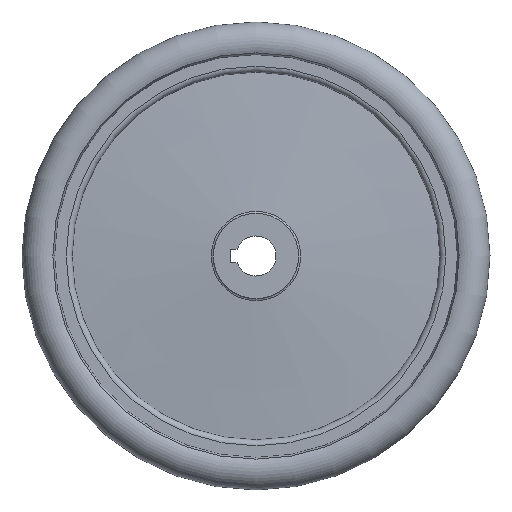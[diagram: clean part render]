
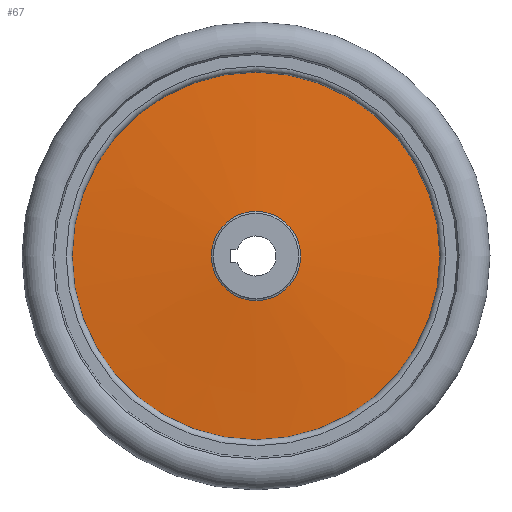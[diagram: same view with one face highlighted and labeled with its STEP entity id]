
A CAD part, left-side view. The second image highlights one B-rep face of the part: STEP entity #67.
In plain terms, the highlighted conical face has half-angle 85.601 degrees and reference radius 110 mm.
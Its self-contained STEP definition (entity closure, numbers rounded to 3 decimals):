
#67 = ADVANCED_FACE( '', ( #145, #146 ), #147, .T. );
#145 = FACE_BOUND( '', #225, .T. );
#146 = FACE_OUTER_BOUND( '', #226, .T. );
#147 = CONICAL_SURFACE( '', #227, 110., 1.494 );
#225 = EDGE_LOOP( '', ( #332 ) );
#226 = EDGE_LOOP( '', ( #333 ) );
#227 = AXIS2_PLACEMENT_3D( '', #334, #335, #336 );
#332 = ORIENTED_EDGE( '', *, *, #413, .F. );
#333 = ORIENTED_EDGE( '', *, *, #416, .T. );
#334 = CARTESIAN_POINT( '', ( 20.5, 0., 0. ) );
#335 = DIRECTION( '', ( 1., 0., 0. ) );
#336 = DIRECTION( '', ( 0., 0., -1. ) );
#413 = EDGE_CURVE( '', #479, #479, #480, .T. );
#416 = EDGE_CURVE( '', #483, #483, #484, .T. );
#479 = VERTEX_POINT( '', #554 );
#480 = CIRCLE( '', #555, 26.7 );
#483 = VERTEX_POINT( '', #558 );
#484 = CIRCLE( '', #559, 110. );
#554 = CARTESIAN_POINT( '', ( 14.092, 0., 26.7 ) );
#555 = AXIS2_PLACEMENT_3D( '', #620, #621, #622 );
#558 = CARTESIAN_POINT( '', ( 20.5, 0., 110. ) );
#559 = AXIS2_PLACEMENT_3D( '', #623, #624, #625 );
#620 = CARTESIAN_POINT( '', ( 14.092, 0., 0. ) );
#621 = DIRECTION( '', ( -1., 0., 0. ) );
#622 = DIRECTION( '', ( 0., 0., 1. ) );
#623 = CARTESIAN_POINT( '', ( 20.5, 0., 0. ) );
#624 = DIRECTION( '', ( -1., 0., 0. ) );
#625 = DIRECTION( '', ( 0., 0., 1. ) );
